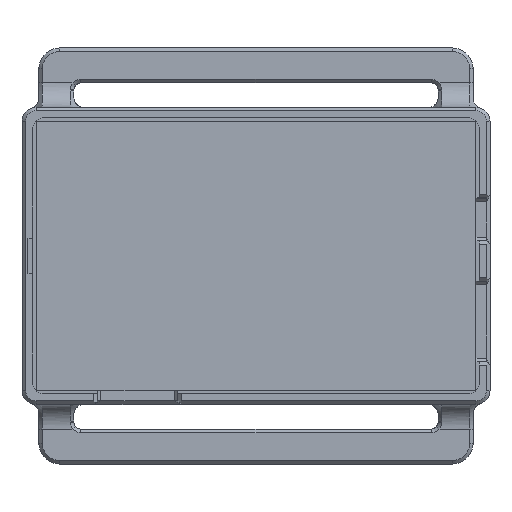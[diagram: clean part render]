
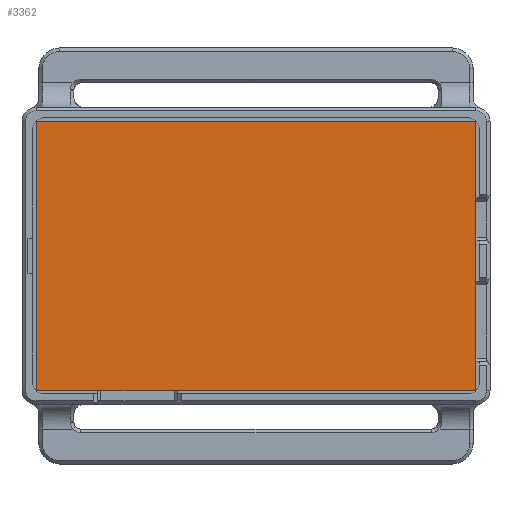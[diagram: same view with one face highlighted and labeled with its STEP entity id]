
A CAD part, top view. The second image highlights one B-rep face of the part: STEP entity #3362.
In plain terms, the highlighted planar face has unit normal (0, 0, 1).
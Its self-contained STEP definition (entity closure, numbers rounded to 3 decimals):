
#400=FACE_OUTER_BOUND('',#586,.T.);
#586=EDGE_LOOP('',(#3059,#3060,#3061,#3062));
#930=LINE('',#5977,#1288);
#941=LINE('',#5999,#1299);
#942=LINE('',#6002,#1300);
#944=LINE('',#6005,#1302);
#1288=VECTOR('',#4448,10.);
#1299=VECTOR('',#4475,10.);
#1300=VECTOR('',#4478,10.);
#1302=VECTOR('',#4482,10.);
#1599=VERTEX_POINT('',#5974);
#1600=VERTEX_POINT('',#5976);
#1603=VERTEX_POINT('',#5997);
#1604=VERTEX_POINT('',#6001);
#2076=EDGE_CURVE('',#1599,#1600,#930,.T.);
#2087=EDGE_CURVE('',#1603,#1599,#941,.T.);
#2088=EDGE_CURVE('',#1600,#1604,#942,.T.);
#2090=EDGE_CURVE('',#1604,#1603,#944,.T.);
#3059=ORIENTED_EDGE('',*,*,#2090,.F.);
#3060=ORIENTED_EDGE('',*,*,#2088,.F.);
#3061=ORIENTED_EDGE('',*,*,#2076,.F.);
#3062=ORIENTED_EDGE('',*,*,#2087,.F.);
#3178=PLANE('',#3625);
#3362=ADVANCED_FACE('',(#400),#3178,.F.);
#3625=AXIS2_PLACEMENT_3D('',#6006,#4483,#4484);
#4448=DIRECTION('',(-1.,0.,0.));
#4475=DIRECTION('',(0.,-1.,0.));
#4478=DIRECTION('',(0.,1.,0.));
#4482=DIRECTION('',(1.,0.,0.));
#4483=DIRECTION('center_axis',(0.,0.,-1.));
#4484=DIRECTION('ref_axis',(-1.,0.,0.));
#5974=CARTESIAN_POINT('',(-71.8,-19.2,1.6));
#5976=CARTESIAN_POINT('',(-134.6,-19.2,1.6));
#5977=CARTESIAN_POINT('',(-71.8,-19.2,1.6));
#5997=CARTESIAN_POINT('',(-71.8,19.2,1.6));
#5999=CARTESIAN_POINT('',(-71.8,19.2,1.6));
#6001=CARTESIAN_POINT('',(-134.6,19.2,1.6));
#6002=CARTESIAN_POINT('',(-134.6,-19.2,1.6));
#6005=CARTESIAN_POINT('',(-134.6,19.2,1.6));
#6006=CARTESIAN_POINT('Origin',(-103.2,0.,1.6));
